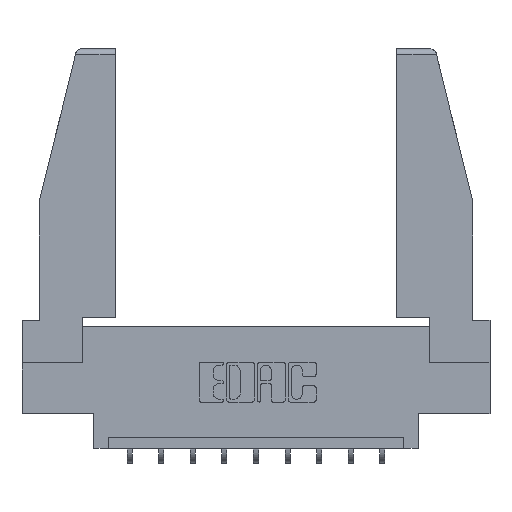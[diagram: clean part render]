
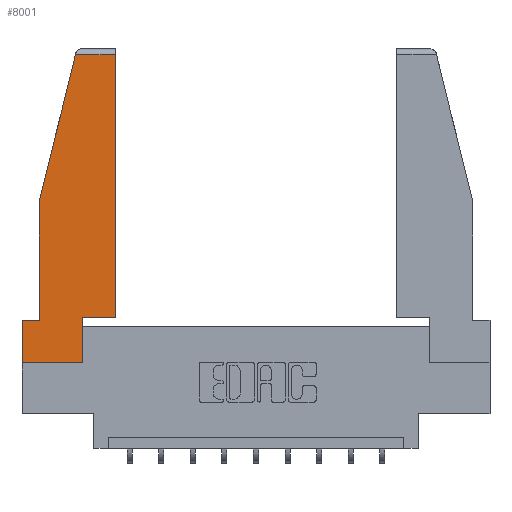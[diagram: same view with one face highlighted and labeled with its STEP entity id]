
A CAD part, top view. The second image highlights one B-rep face of the part: STEP entity #8001.
In plain terms, the highlighted planar face has unit normal (0, 0, 1).
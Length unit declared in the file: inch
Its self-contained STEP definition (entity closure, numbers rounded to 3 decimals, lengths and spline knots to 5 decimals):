
#309 = EDGE_CURVE ( 'NONE', #6105, #9685, #11359, .T. ) ;
#572 = EDGE_CURVE ( 'NONE', #13552, #6105, #3117, .T. ) ;
#639 = CARTESIAN_POINT ( 'NONE',  ( 0.461, 0.223, 0. ) ) ;
#660 = CARTESIAN_POINT ( 'NONE',  ( 0.297, 0.223, 0. ) ) ;
#697 = EDGE_CURVE ( 'NONE', #6498, #4052, #2464, .T. ) ;
#919 = CARTESIAN_POINT ( 'NONE',  ( 0.086, 0.21, 0. ) ) ;
#928 = CARTESIAN_POINT ( 'NONE',  ( 0.271, 1.55, 0. ) ) ;
#956 = VECTOR ( 'NONE', #2091, 39.37008 ) ;
#1122 = LINE ( 'NONE', #928, #4444 ) ;
#1284 = ORIENTED_EDGE ( 'NONE', *, *, #572, .T. ) ;
#1288 = VECTOR ( 'NONE', #3449, 39.37008 ) ;
#1300 = DIRECTION ( 'NONE',  ( 1., 0., 0. ) ) ;
#1456 = EDGE_CURVE ( 'NONE', #5187, #6335, #9368, .T. ) ;
#1589 = CARTESIAN_POINT ( 'NONE',  ( 0., 0., 0. ) ) ;
#1707 = VECTOR ( 'NONE', #13511, 39.37008 ) ;
#1776 = CARTESIAN_POINT ( 'NONE',  ( 0.297, 0., 0. ) ) ;
#1814 = DIRECTION ( 'NONE',  ( -1., 0., 0. ) ) ;
#2091 = DIRECTION ( 'NONE',  ( 0., 1., 0. ) ) ;
#2126 = VERTEX_POINT ( 'NONE', #1589 ) ;
#2251 = CARTESIAN_POINT ( 'NONE',  ( 0., 0.21, 0. ) ) ;
#2301 = CARTESIAN_POINT ( 'NONE',  ( 0.297, 0.223, 0. ) ) ;
#2443 = CARTESIAN_POINT ( 'NONE',  ( 0., 0., 0. ) ) ;
#2464 = LINE ( 'NONE', #8669, #11672 ) ;
#2489 = CARTESIAN_POINT ( 'NONE',  ( 0.086, 0.8, 0. ) ) ;
#3087 = VECTOR ( 'NONE', #1300, 39.37008 ) ;
#3094 = CARTESIAN_POINT ( 'NONE',  ( 0.461, 0.223, 0. ) ) ;
#3097 = ORIENTED_EDGE ( 'NONE', *, *, #9357, .T. ) ;
#3117 = LINE ( 'NONE', #2489, #9224 ) ;
#3313 = CARTESIAN_POINT ( 'NONE',  ( 0.086, 0.8, 0. ) ) ;
#3434 = LINE ( 'NONE', #2301, #3087 ) ;
#3449 = DIRECTION ( 'NONE',  ( 0., -1., 0. ) ) ;
#3570 = ORIENTED_EDGE ( 'NONE', *, *, #5017, .T. ) ;
#3600 = ORIENTED_EDGE ( 'NONE', *, *, #12249, .T. ) ;
#3958 = EDGE_LOOP ( 'NONE', ( #6999, #3570, #11848, #1284, #7899, #3600, #3097, #12233, #8426 ) ) ;
#4052 = VERTEX_POINT ( 'NONE', #660 ) ;
#4444 = VECTOR ( 'NONE', #9398, 39.37008 ) ;
#4448 = PLANE ( 'NONE',  #8518 ) ;
#4622 = DIRECTION ( 'NONE',  ( 1., 0., 0. ) ) ;
#5017 = EDGE_CURVE ( 'NONE', #6335, #5028, #10112, .T. ) ;
#5028 = VERTEX_POINT ( 'NONE', #12562 ) ;
#5187 = VERTEX_POINT ( 'NONE', #639 ) ;
#6028 = CARTESIAN_POINT ( 'NONE',  ( 0., 0.21, 0. ) ) ;
#6105 = VERTEX_POINT ( 'NONE', #919 ) ;
#6219 = CARTESIAN_POINT ( 'NONE',  ( 0., 0., 0. ) ) ;
#6335 = VERTEX_POINT ( 'NONE', #10355 ) ;
#6498 = VERTEX_POINT ( 'NONE', #1776 ) ;
#6999 = ORIENTED_EDGE ( 'NONE', *, *, #1456, .T. ) ;
#7308 = CARTESIAN_POINT ( 'NONE',  ( 0., 0.21, 0. ) ) ;
#7539 = VECTOR ( 'NONE', #11484, 39.37008 ) ;
#7751 = EDGE_CURVE ( 'NONE', #5028, #13552, #1122, .T. ) ;
#7899 = ORIENTED_EDGE ( 'NONE', *, *, #309, .T. ) ;
#7960 = EDGE_CURVE ( 'NONE', #4052, #5187, #3434, .T. ) ;
#8001 = ADVANCED_FACE ( 'NONE', ( #8072 ), #4448, .T. ) ;
#8052 = CARTESIAN_POINT ( 'NONE',  ( 0., 1.52, 0. ) ) ;
#8072 = FACE_OUTER_BOUND ( 'NONE', #3958, .T. ) ;
#8426 = ORIENTED_EDGE ( 'NONE', *, *, #7960, .T. ) ;
#8518 = AXIS2_PLACEMENT_3D ( 'NONE', #2443, #10908, #4622 ) ;
#8669 = CARTESIAN_POINT ( 'NONE',  ( 0.297, 0., 0. ) ) ;
#9224 = VECTOR ( 'NONE', #11824, 39.37008 ) ;
#9357 = EDGE_CURVE ( 'NONE', #2126, #6498, #10307, .T. ) ;
#9368 = LINE ( 'NONE', #3094, #956 ) ;
#9398 = DIRECTION ( 'NONE',  ( -0.239, -0.971, 0. ) ) ;
#9685 = VERTEX_POINT ( 'NONE', #7308 ) ;
#9692 = LINE ( 'NONE', #2251, #1288 ) ;
#10112 = LINE ( 'NONE', #8052, #1707 ) ;
#10307 = LINE ( 'NONE', #6219, #7539 ) ;
#10355 = CARTESIAN_POINT ( 'NONE',  ( 0.461, 1.52, 0. ) ) ;
#10908 = DIRECTION ( 'NONE',  ( 0., 0., 1. ) ) ;
#11034 = VECTOR ( 'NONE', #1814, 39.37008 ) ;
#11359 = LINE ( 'NONE', #6028, #11034 ) ;
#11484 = DIRECTION ( 'NONE',  ( 1., 0., 0. ) ) ;
#11672 = VECTOR ( 'NONE', #11730, 39.37008 ) ;
#11730 = DIRECTION ( 'NONE',  ( 0., 1., 0. ) ) ;
#11824 = DIRECTION ( 'NONE',  ( 0., -1., 0. ) ) ;
#11848 = ORIENTED_EDGE ( 'NONE', *, *, #7751, .T. ) ;
#12233 = ORIENTED_EDGE ( 'NONE', *, *, #697, .T. ) ;
#12249 = EDGE_CURVE ( 'NONE', #9685, #2126, #9692, .T. ) ;
#12562 = CARTESIAN_POINT ( 'NONE',  ( 0.2636, 1.52, 0. ) ) ;
#13511 = DIRECTION ( 'NONE',  ( -1., 0., 0. ) ) ;
#13552 = VERTEX_POINT ( 'NONE', #3313 ) ;
